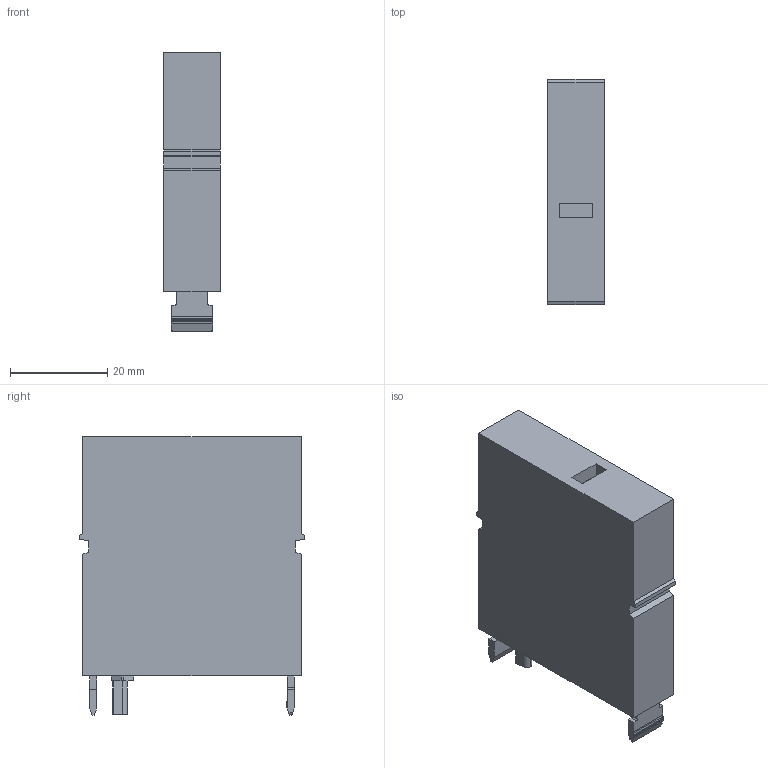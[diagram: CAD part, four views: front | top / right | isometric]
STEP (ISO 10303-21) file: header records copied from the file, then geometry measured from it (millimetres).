
FILE_DESCRIPTION(('STEP AP214'),'1');
FILE_NAME('cctmp_CFAACC1F-3E30-4914-83F3-6CB420E37644_2023_07_21_23_22_58_0859..stp','2023-07-21T21:22:59',('SIEMENS A&D'),('CADClick - www.CADClick.com'),'Spatial InterOp 3D postprocessed',' ','unknown authorization');
FILE_SCHEMA(('AUTOMOTIVE_DESIGN'));
Length unit declared in the file: millimetre
Products named in the file (1): 2023_07_21_23_22_58_0854
Bounding box: 11.7 x 46.4 x 57.4 mm (x, y, z)
Volume: 26089.9 mm3; surface area: 7139.5 mm2
Topology: 1 solids, 1 shells, 86 faces, 229 edges, 150 vertices
Faces by surface type: plane 70, cylinder 16
Entity records: 2929 total; most frequent: CARTESIAN_POINT 466, ORIENTED_EDGE 458, DIRECTION 435, EDGE_CURVE 229, LINE 197, VECTOR 197, VERTEX_POINT 150, AXIS2_PLACEMENT_3D 119
